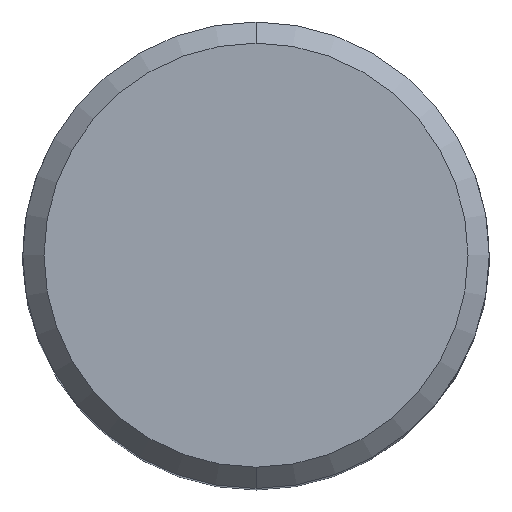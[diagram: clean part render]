
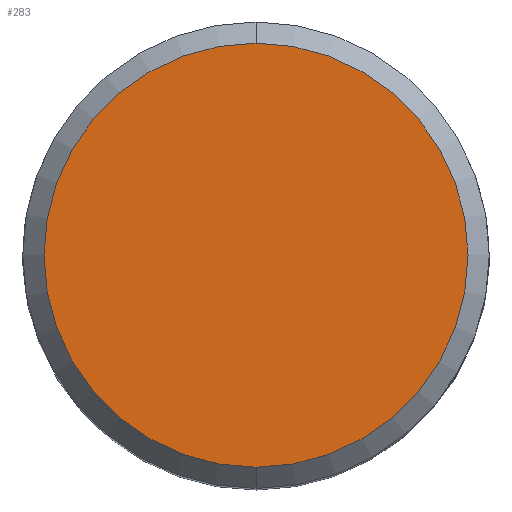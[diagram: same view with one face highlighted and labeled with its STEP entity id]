
A CAD part, top view. The second image highlights one B-rep face of the part: STEP entity #283.
In plain terms, the highlighted planar face has unit normal (0, 0, 1).
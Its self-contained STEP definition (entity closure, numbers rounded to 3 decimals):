
#193=EDGE_CURVE('',#261,#343,#468,.T.);
#261=VERTEX_POINT('',#543);
#283=ADVANCED_FACE('',(#567),#568,.T.);
#343=VERTEX_POINT('',#636);
#351=EDGE_CURVE('',#343,#261,#644,.T.);
#468=CIRCLE('',#821,10.0);
#543=CARTESIAN_POINT('',(0.,-10.0,0.0));
#567=FACE_OUTER_BOUND('',#1080,.T.);
#568=PLANE('',#1081);
#636=CARTESIAN_POINT('',(0.0,10.0,0.0));
#644=CIRCLE('',#1296,10.0);
#821=AXIS2_PLACEMENT_3D('',#1474,#1475,#1476);
#1080=EDGE_LOOP('',(#1576,#1577));
#1081=AXIS2_PLACEMENT_3D('',#1578,#1579,#1580);
#1296=AXIS2_PLACEMENT_3D('',#1683,#1684,#1685);
#1474=CARTESIAN_POINT('',(0.0,0.0,0.0));
#1475=DIRECTION('',(0.0,0.0,-1.0));
#1476=DIRECTION('',(0.0,1.0,0.0));
#1576=ORIENTED_EDGE('',*,*,#351,.F.);
#1577=ORIENTED_EDGE('',*,*,#193,.F.);
#1578=CARTESIAN_POINT('',(0.0,5.0,0.0));
#1579=DIRECTION('',(-0.0,0.0,1.0));
#1580=DIRECTION('',(0.0,-1.0,0.0));
#1683=CARTESIAN_POINT('',(0.0,0.0,0.0));
#1684=DIRECTION('',(0.0,0.0,-1.0));
#1685=DIRECTION('',(0.0,1.0,0.0));
